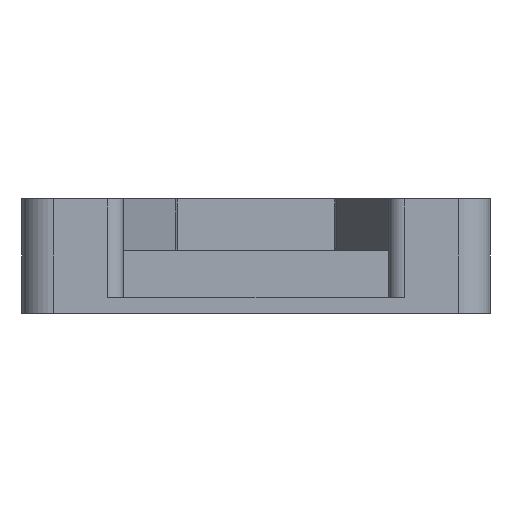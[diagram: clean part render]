
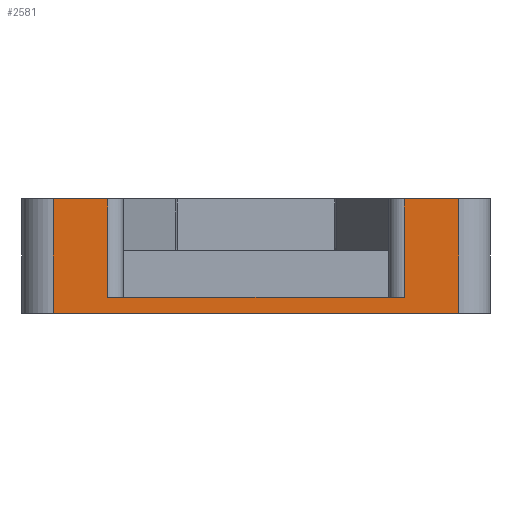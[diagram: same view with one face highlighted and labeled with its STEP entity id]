
A CAD part, front view. The second image highlights one B-rep face of the part: STEP entity #2581.
In plain terms, the highlighted planar face has unit normal (0, -1, 0).
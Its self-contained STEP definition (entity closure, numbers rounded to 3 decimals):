
#405 = PLANE('',#406);
#406 = AXIS2_PLACEMENT_3D('',#407,#408,#409);
#407 = CARTESIAN_POINT('',(0.,2.6,-6.));
#408 = DIRECTION('',(0.,0.,-1.));
#409 = DIRECTION('',(-1.,0.,0.));
#1191 = VERTEX_POINT('',#1192);
#1192 = CARTESIAN_POINT('',(9.5,-6.279,-6.));
#1207 = CYLINDRICAL_SURFACE('',#1208,1.);
#1208 = AXIS2_PLACEMENT_3D('',#1209,#1210,#1211);
#1209 = CARTESIAN_POINT('',(9.5,-5.279,-3.25));
#1210 = DIRECTION('',(0.,0.,1.));
#1211 = DIRECTION('',(-0.707,-0.707,0.));
#1218 = EDGE_CURVE('',#1219,#1191,#1221,.T.);
#1219 = VERTEX_POINT('',#1220);
#1220 = CARTESIAN_POINT('',(-9.5,-6.279,-6.));
#1221 = SURFACE_CURVE('',#1222,(#1226,#1233),.PCURVE_S1.);
#1222 = LINE('',#1223,#1224);
#1223 = CARTESIAN_POINT('',(0.,-6.279,-6.));
#1224 = VECTOR('',#1225,1.);
#1225 = DIRECTION('',(1.,0.,0.));
#1226 = PCURVE('',#405,#1227);
#1227 = DEFINITIONAL_REPRESENTATION('',(#1228),#1232);
#1228 = LINE('',#1229,#1230);
#1229 = CARTESIAN_POINT('',(0.,-8.879));
#1230 = VECTOR('',#1231,1.);
#1231 = DIRECTION('',(-1.,0.));
#1232 = ( GEOMETRIC_REPRESENTATION_CONTEXT(2) 
PARAMETRIC_REPRESENTATION_CONTEXT() REPRESENTATION_CONTEXT('2D SPACE',''
  ) );
#1233 = PCURVE('',#1234,#1239);
#1234 = PLANE('',#1235);
#1235 = AXIS2_PLACEMENT_3D('',#1236,#1237,#1238);
#1236 = CARTESIAN_POINT('',(0.,-6.279,-6.5));
#1237 = DIRECTION('',(0.,-1.,0.));
#1238 = DIRECTION('',(0.,0.,-1.));
#1239 = DEFINITIONAL_REPRESENTATION('',(#1240),#1244);
#1240 = LINE('',#1241,#1242);
#1241 = CARTESIAN_POINT('',(-0.5,0.));
#1242 = VECTOR('',#1243,1.);
#1243 = DIRECTION('',(0.,1.));
#1244 = ( GEOMETRIC_REPRESENTATION_CONTEXT(2) 
PARAMETRIC_REPRESENTATION_CONTEXT() REPRESENTATION_CONTEXT('2D SPACE',''
  ) );
#1263 = CYLINDRICAL_SURFACE('',#1264,1.);
#1264 = AXIS2_PLACEMENT_3D('',#1265,#1266,#1267);
#1265 = CARTESIAN_POINT('',(-9.5,-5.279,-3.25));
#1266 = DIRECTION('',(0.,0.,-1.));
#1267 = DIRECTION('',(0.707,-0.707,0.));
#1733 = PLANE('',#1734);
#1734 = AXIS2_PLACEMENT_3D('',#1735,#1736,#1737);
#1735 = CARTESIAN_POINT('',(0.,12.777,0.3));
#1736 = DIRECTION('',(0.,0.,1.));
#1737 = DIRECTION('',(1.,0.,0.));
#2286 = PLANE('',#2287);
#2287 = AXIS2_PLACEMENT_3D('',#2288,#2289,#2290);
#2288 = CARTESIAN_POINT('',(-4.15,12.6,-7.));
#2289 = DIRECTION('',(0.,0.,-1.));
#2290 = DIRECTION('',(0.,1.,0.));
#2435 = VERTEX_POINT('',#2436);
#2436 = CARTESIAN_POINT('',(9.5,-6.279,0.3));
#2463 = EDGE_CURVE('',#1191,#2435,#2464,.T.);
#2464 = SURFACE_CURVE('',#2465,(#2469,#2475),.PCURVE_S1.);
#2465 = LINE('',#2466,#2467);
#2466 = CARTESIAN_POINT('',(9.5,-6.279,-3.25));
#2467 = VECTOR('',#2468,1.);
#2468 = DIRECTION('',(0.,0.,1.));
#2469 = PCURVE('',#1207,#2470);
#2470 = DEFINITIONAL_REPRESENTATION('',(#2471),#2474);
#2471 = B_SPLINE_CURVE_WITH_KNOTS('',1,(#2472,#2473),.UNSPECIFIED.,.F.,
  .F.,(2,2),(-2.75,3.55),.PIECEWISE_BEZIER_KNOTS.);
#2472 = CARTESIAN_POINT('',(7.069,-2.75));
#2473 = CARTESIAN_POINT('',(7.069,3.55));
#2474 = ( GEOMETRIC_REPRESENTATION_CONTEXT(2) 
PARAMETRIC_REPRESENTATION_CONTEXT() REPRESENTATION_CONTEXT('2D SPACE',''
  ) );
#2475 = PCURVE('',#1234,#2476);
#2476 = DEFINITIONAL_REPRESENTATION('',(#2477),#2481);
#2477 = LINE('',#2478,#2479);
#2478 = CARTESIAN_POINT('',(-3.25,9.5));
#2479 = VECTOR('',#2480,1.);
#2480 = DIRECTION('',(-1.,0.));
#2481 = ( GEOMETRIC_REPRESENTATION_CONTEXT(2) 
PARAMETRIC_REPRESENTATION_CONTEXT() REPRESENTATION_CONTEXT('2D SPACE',''
  ) );
#2581 = ADVANCED_FACE('',(#2582),#1234,.T.);
#2582 = FACE_BOUND('',#2583,.T.);
#2583 = EDGE_LOOP('',(#2584,#2585,#2607,#2630,#2657,#2680,#2707,#2728));
#2584 = ORIENTED_EDGE('',*,*,#1218,.F.);
#2585 = ORIENTED_EDGE('',*,*,#2586,.F.);
#2586 = EDGE_CURVE('',#2587,#1219,#2589,.T.);
#2587 = VERTEX_POINT('',#2588);
#2588 = CARTESIAN_POINT('',(-9.5,-6.279,0.3));
#2589 = SURFACE_CURVE('',#2590,(#2594,#2601),.PCURVE_S1.);
#2590 = LINE('',#2591,#2592);
#2591 = CARTESIAN_POINT('',(-9.5,-6.279,-3.25));
#2592 = VECTOR('',#2593,1.);
#2593 = DIRECTION('',(0.,0.,-1.));
#2594 = PCURVE('',#1234,#2595);
#2595 = DEFINITIONAL_REPRESENTATION('',(#2596),#2600);
#2596 = LINE('',#2597,#2598);
#2597 = CARTESIAN_POINT('',(-3.25,-9.5));
#2598 = VECTOR('',#2599,1.);
#2599 = DIRECTION('',(1.,0.));
#2600 = ( GEOMETRIC_REPRESENTATION_CONTEXT(2) 
PARAMETRIC_REPRESENTATION_CONTEXT() REPRESENTATION_CONTEXT('2D SPACE',''
  ) );
#2601 = PCURVE('',#1263,#2602);
#2602 = DEFINITIONAL_REPRESENTATION('',(#2603),#2606);
#2603 = B_SPLINE_CURVE_WITH_KNOTS('',1,(#2604,#2605),.UNSPECIFIED.,.F.,
  .F.,(2,2),(-3.55,2.75),.PIECEWISE_BEZIER_KNOTS.);
#2604 = CARTESIAN_POINT('',(7.069,-3.55));
#2605 = CARTESIAN_POINT('',(7.069,2.75));
#2606 = ( GEOMETRIC_REPRESENTATION_CONTEXT(2) 
PARAMETRIC_REPRESENTATION_CONTEXT() REPRESENTATION_CONTEXT('2D SPACE',''
  ) );
#2607 = ORIENTED_EDGE('',*,*,#2608,.F.);
#2608 = EDGE_CURVE('',#2609,#2587,#2611,.T.);
#2609 = VERTEX_POINT('',#2610);
#2610 = CARTESIAN_POINT('',(-12.975,-6.279,0.3));
#2611 = SURFACE_CURVE('',#2612,(#2616,#2623),.PCURVE_S1.);
#2612 = LINE('',#2613,#2614);
#2613 = CARTESIAN_POINT('',(-4.25,-6.279,0.3));
#2614 = VECTOR('',#2615,1.);
#2615 = DIRECTION('',(1.,0.,0.));
#2616 = PCURVE('',#1234,#2617);
#2617 = DEFINITIONAL_REPRESENTATION('',(#2618),#2622);
#2618 = LINE('',#2619,#2620);
#2619 = CARTESIAN_POINT('',(-6.8,-4.25));
#2620 = VECTOR('',#2621,1.);
#2621 = DIRECTION('',(0.,1.));
#2622 = ( GEOMETRIC_REPRESENTATION_CONTEXT(2) 
PARAMETRIC_REPRESENTATION_CONTEXT() REPRESENTATION_CONTEXT('2D SPACE',''
  ) );
#2623 = PCURVE('',#1733,#2624);
#2624 = DEFINITIONAL_REPRESENTATION('',(#2625),#2629);
#2625 = LINE('',#2626,#2627);
#2626 = CARTESIAN_POINT('',(-4.25,-19.056));
#2627 = VECTOR('',#2628,1.);
#2628 = DIRECTION('',(1.,0.));
#2629 = ( GEOMETRIC_REPRESENTATION_CONTEXT(2) 
PARAMETRIC_REPRESENTATION_CONTEXT() REPRESENTATION_CONTEXT('2D SPACE',''
  ) );
#2630 = ORIENTED_EDGE('',*,*,#2631,.F.);
#2631 = EDGE_CURVE('',#2632,#2609,#2634,.T.);
#2632 = VERTEX_POINT('',#2633);
#2633 = CARTESIAN_POINT('',(-12.975,-6.279,-7.));
#2634 = SURFACE_CURVE('',#2635,(#2639,#2646),.PCURVE_S1.);
#2635 = LINE('',#2636,#2637);
#2636 = CARTESIAN_POINT('',(-12.975,-6.279,-3.25));
#2637 = VECTOR('',#2638,1.);
#2638 = DIRECTION('',(0.,0.,1.));
#2639 = PCURVE('',#1234,#2640);
#2640 = DEFINITIONAL_REPRESENTATION('',(#2641),#2645);
#2641 = LINE('',#2642,#2643);
#2642 = CARTESIAN_POINT('',(-3.25,-12.975));
#2643 = VECTOR('',#2644,1.);
#2644 = DIRECTION('',(-1.,0.));
#2645 = ( GEOMETRIC_REPRESENTATION_CONTEXT(2) 
PARAMETRIC_REPRESENTATION_CONTEXT() REPRESENTATION_CONTEXT('2D SPACE',''
  ) );
#2646 = PCURVE('',#2647,#2652);
#2647 = CYLINDRICAL_SURFACE('',#2648,2.);
#2648 = AXIS2_PLACEMENT_3D('',#2649,#2650,#2651);
#2649 = CARTESIAN_POINT('',(-12.975,-4.279,-3.25));
#2650 = DIRECTION('',(0.,0.,1.));
#2651 = DIRECTION('',(-0.707,-0.707,0.));
#2652 = DEFINITIONAL_REPRESENTATION('',(#2653),#2656);
#2653 = B_SPLINE_CURVE_WITH_KNOTS('',1,(#2654,#2655),.UNSPECIFIED.,.F.,
  .F.,(2,2),(-3.75,3.55),.PIECEWISE_BEZIER_KNOTS.);
#2654 = CARTESIAN_POINT('',(7.069,-3.75));
#2655 = CARTESIAN_POINT('',(7.069,3.55));
#2656 = ( GEOMETRIC_REPRESENTATION_CONTEXT(2) 
PARAMETRIC_REPRESENTATION_CONTEXT() REPRESENTATION_CONTEXT('2D SPACE',''
  ) );
#2657 = ORIENTED_EDGE('',*,*,#2658,.F.);
#2658 = EDGE_CURVE('',#2659,#2632,#2661,.T.);
#2659 = VERTEX_POINT('',#2660);
#2660 = CARTESIAN_POINT('',(12.975,-6.279,-7.));
#2661 = SURFACE_CURVE('',#2662,(#2666,#2673),.PCURVE_S1.);
#2662 = LINE('',#2663,#2664);
#2663 = CARTESIAN_POINT('',(-7.488,-6.279,-7.));
#2664 = VECTOR('',#2665,1.);
#2665 = DIRECTION('',(-1.,0.,0.));
#2666 = PCURVE('',#1234,#2667);
#2667 = DEFINITIONAL_REPRESENTATION('',(#2668),#2672);
#2668 = LINE('',#2669,#2670);
#2669 = CARTESIAN_POINT('',(0.5,-7.488));
#2670 = VECTOR('',#2671,1.);
#2671 = DIRECTION('',(0.,-1.));
#2672 = ( GEOMETRIC_REPRESENTATION_CONTEXT(2) 
PARAMETRIC_REPRESENTATION_CONTEXT() REPRESENTATION_CONTEXT('2D SPACE',''
  ) );
#2673 = PCURVE('',#2286,#2674);
#2674 = DEFINITIONAL_REPRESENTATION('',(#2675),#2679);
#2675 = LINE('',#2676,#2677);
#2676 = CARTESIAN_POINT('',(-18.879,-3.338));
#2677 = VECTOR('',#2678,1.);
#2678 = DIRECTION('',(0.,-1.));
#2679 = ( GEOMETRIC_REPRESENTATION_CONTEXT(2) 
PARAMETRIC_REPRESENTATION_CONTEXT() REPRESENTATION_CONTEXT('2D SPACE',''
  ) );
#2680 = ORIENTED_EDGE('',*,*,#2681,.F.);
#2681 = EDGE_CURVE('',#2682,#2659,#2684,.T.);
#2682 = VERTEX_POINT('',#2683);
#2683 = CARTESIAN_POINT('',(12.975,-6.279,0.3));
#2684 = SURFACE_CURVE('',#2685,(#2689,#2696),.PCURVE_S1.);
#2685 = LINE('',#2686,#2687);
#2686 = CARTESIAN_POINT('',(12.975,-6.279,-3.25));
#2687 = VECTOR('',#2688,1.);
#2688 = DIRECTION('',(0.,0.,-1.));
#2689 = PCURVE('',#1234,#2690);
#2690 = DEFINITIONAL_REPRESENTATION('',(#2691),#2695);
#2691 = LINE('',#2692,#2693);
#2692 = CARTESIAN_POINT('',(-3.25,12.975));
#2693 = VECTOR('',#2694,1.);
#2694 = DIRECTION('',(1.,0.));
#2695 = ( GEOMETRIC_REPRESENTATION_CONTEXT(2) 
PARAMETRIC_REPRESENTATION_CONTEXT() REPRESENTATION_CONTEXT('2D SPACE',''
  ) );
#2696 = PCURVE('',#2697,#2702);
#2697 = CYLINDRICAL_SURFACE('',#2698,2.);
#2698 = AXIS2_PLACEMENT_3D('',#2699,#2700,#2701);
#2699 = CARTESIAN_POINT('',(12.975,-4.279,-3.25));
#2700 = DIRECTION('',(0.,0.,-1.));
#2701 = DIRECTION('',(0.707,-0.707,0.));
#2702 = DEFINITIONAL_REPRESENTATION('',(#2703),#2706);
#2703 = B_SPLINE_CURVE_WITH_KNOTS('',1,(#2704,#2705),.UNSPECIFIED.,.F.,
  .F.,(2,2),(-3.55,3.75),.PIECEWISE_BEZIER_KNOTS.);
#2704 = CARTESIAN_POINT('',(7.069,-3.55));
#2705 = CARTESIAN_POINT('',(7.069,3.75));
#2706 = ( GEOMETRIC_REPRESENTATION_CONTEXT(2) 
PARAMETRIC_REPRESENTATION_CONTEXT() REPRESENTATION_CONTEXT('2D SPACE',''
  ) );
#2707 = ORIENTED_EDGE('',*,*,#2708,.F.);
#2708 = EDGE_CURVE('',#2435,#2682,#2709,.T.);
#2709 = SURFACE_CURVE('',#2710,(#2714,#2721),.PCURVE_S1.);
#2710 = LINE('',#2711,#2712);
#2711 = CARTESIAN_POINT('',(7.488,-6.279,0.3));
#2712 = VECTOR('',#2713,1.);
#2713 = DIRECTION('',(1.,0.,0.));
#2714 = PCURVE('',#1234,#2715);
#2715 = DEFINITIONAL_REPRESENTATION('',(#2716),#2720);
#2716 = LINE('',#2717,#2718);
#2717 = CARTESIAN_POINT('',(-6.8,7.488));
#2718 = VECTOR('',#2719,1.);
#2719 = DIRECTION('',(0.,1.));
#2720 = ( GEOMETRIC_REPRESENTATION_CONTEXT(2) 
PARAMETRIC_REPRESENTATION_CONTEXT() REPRESENTATION_CONTEXT('2D SPACE',''
  ) );
#2721 = PCURVE('',#1733,#2722);
#2722 = DEFINITIONAL_REPRESENTATION('',(#2723),#2727);
#2723 = LINE('',#2724,#2725);
#2724 = CARTESIAN_POINT('',(7.488,-19.056));
#2725 = VECTOR('',#2726,1.);
#2726 = DIRECTION('',(1.,0.));
#2727 = ( GEOMETRIC_REPRESENTATION_CONTEXT(2) 
PARAMETRIC_REPRESENTATION_CONTEXT() REPRESENTATION_CONTEXT('2D SPACE',''
  ) );
#2728 = ORIENTED_EDGE('',*,*,#2463,.F.);
